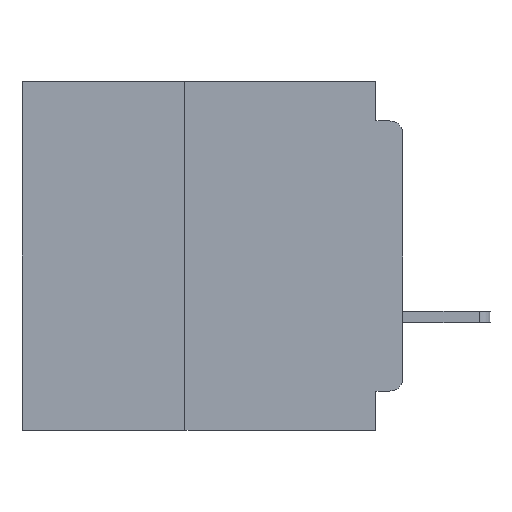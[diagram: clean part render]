
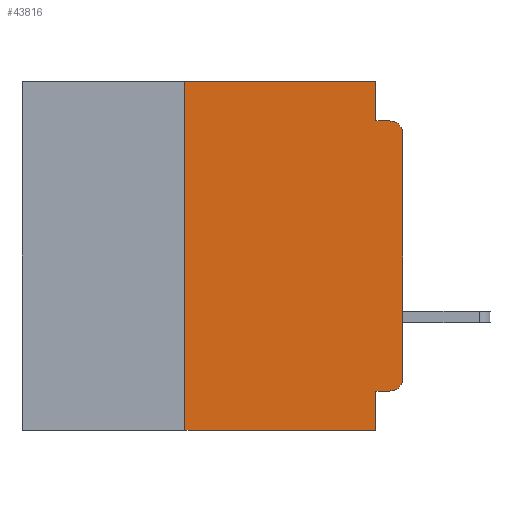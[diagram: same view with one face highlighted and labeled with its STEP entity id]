
A CAD part, left-side view. The second image highlights one B-rep face of the part: STEP entity #43816.
In plain terms, the highlighted planar face has unit normal (-1, 0, 0).
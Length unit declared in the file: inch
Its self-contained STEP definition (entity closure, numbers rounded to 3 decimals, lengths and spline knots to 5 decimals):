
#668 = CARTESIAN_POINT ( 'NONE',  ( 0., 0.031, -0.4 ) ) ;
#1782 = VECTOR ( 'NONE', #49758, 39.37008 ) ;
#3103 = ORIENTED_EDGE ( 'NONE', *, *, #30289, .T. ) ;
#3923 = CARTESIAN_POINT ( 'NONE',  ( 0., 0., -0.045 ) ) ;
#3992 = EDGE_CURVE ( 'NONE', #46569, #31027, #53678, .T. ) ;
#4063 = LINE ( 'NONE', #53147, #38662 ) ;
#4554 = VECTOR ( 'NONE', #18656, 39.37008 ) ;
#7135 = CARTESIAN_POINT ( 'NONE',  ( 0., 0.015, -0.34 ) ) ;
#8309 = CARTESIAN_POINT ( 'NONE',  ( 0., 0.015, -0.045 ) ) ;
#9364 = CARTESIAN_POINT ( 'NONE',  ( 0., 0.015, -0.355 ) ) ;
#9637 = ORIENTED_EDGE ( 'NONE', *, *, #55939, .F. ) ;
#10317 = ORIENTED_EDGE ( 'NONE', *, *, #3992, .F. ) ;
#10355 = CARTESIAN_POINT ( 'NONE',  ( 0., 0.437, 0. ) ) ;
#11706 = DIRECTION ( 'NONE',  ( 0., 0., -1. ) ) ;
#12064 = EDGE_CURVE ( 'NONE', #18950, #48987, #28115, .T. ) ;
#12076 = EDGE_CURVE ( 'NONE', #21959, #46569, #4063, .T. ) ;
#13026 = DIRECTION ( 'NONE',  ( 0., -1., 0. ) ) ;
#13762 = CARTESIAN_POINT ( 'NONE',  ( 0., 0.031, 0. ) ) ;
#14475 = LINE ( 'NONE', #23213, #57712 ) ;
#15409 = ORIENTED_EDGE ( 'NONE', *, *, #22654, .T. ) ;
#15458 = CARTESIAN_POINT ( 'NONE',  ( 0., 0., -0.34 ) ) ;
#16142 = VECTOR ( 'NONE', #13026, 39.37008 ) ;
#16277 = VECTOR ( 'NONE', #33173, 39.37008 ) ;
#16821 = ORIENTED_EDGE ( 'NONE', *, *, #12064, .F. ) ;
#17517 = EDGE_CURVE ( 'NONE', #21959, #56639, #45313, .T. ) ;
#18164 = DIRECTION ( 'NONE',  ( 0., 0., -1. ) ) ;
#18656 = DIRECTION ( 'NONE',  ( 0., 0., -1. ) ) ;
#18900 = EDGE_CURVE ( 'NONE', #43991, #18950, #20741, .T. ) ;
#18929 = CARTESIAN_POINT ( 'NONE',  ( 0., 0.031, 0. ) ) ;
#18950 = VERTEX_POINT ( 'NONE', #45576 ) ;
#18955 = ORIENTED_EDGE ( 'NONE', *, *, #49955, .T. ) ;
#19427 = CARTESIAN_POINT ( 'NONE',  ( 0., 0.437, -0.4 ) ) ;
#20741 = LINE ( 'NONE', #13762, #43158 ) ;
#21959 = VERTEX_POINT ( 'NONE', #9364 ) ;
#22172 = DIRECTION ( 'NONE',  ( 0., 1., 0. ) ) ;
#22654 = EDGE_CURVE ( 'NONE', #31317, #31027, #50581, .T. ) ;
#23039 = AXIS2_PLACEMENT_3D ( 'NONE', #53488, #44625, #31341 ) ;
#23213 = CARTESIAN_POINT ( 'NONE',  ( 0., 0.25, -0.4 ) ) ;
#23247 = AXIS2_PLACEMENT_3D ( 'NONE', #7135, #38699, #11706 ) ;
#23905 = LINE ( 'NONE', #10355, #34467 ) ;
#25441 = DIRECTION ( 'NONE',  ( -1., 0., 0. ) ) ;
#25842 = LINE ( 'NONE', #31871, #1782 ) ;
#27671 = ORIENTED_EDGE ( 'NONE', *, *, #18900, .F. ) ;
#28115 = LINE ( 'NONE', #3923, #16142 ) ;
#28552 = VERTEX_POINT ( 'NONE', #30670 ) ;
#29181 = VERTEX_POINT ( 'NONE', #50073 ) ;
#29978 = CARTESIAN_POINT ( 'NONE',  ( 0., 0.25, -0.4 ) ) ;
#30289 = EDGE_CURVE ( 'NONE', #56639, #29181, #25842, .T. ) ;
#30670 = CARTESIAN_POINT ( 'NONE',  ( 0., 0.25, 0. ) ) ;
#31027 = VERTEX_POINT ( 'NONE', #54634 ) ;
#31317 = VERTEX_POINT ( 'NONE', #29978 ) ;
#31341 = DIRECTION ( 'NONE',  ( 0., 0., -1. ) ) ;
#31839 = ORIENTED_EDGE ( 'NONE', *, *, #35264, .F. ) ;
#31871 = CARTESIAN_POINT ( 'NONE',  ( 0., 0., 0. ) ) ;
#32052 = DIRECTION ( 'NONE',  ( 0., 0., 1. ) ) ;
#32871 = DIRECTION ( 'NONE',  ( 0., -1., 0. ) ) ;
#33173 = DIRECTION ( 'NONE',  ( 0., -1., 0. ) ) ;
#34467 = VECTOR ( 'NONE', #32871, 39.37008 ) ;
#35264 = EDGE_CURVE ( 'NONE', #31317, #28552, #14475, .T. ) ;
#38662 = VECTOR ( 'NONE', #22172, 39.37008 ) ;
#38699 = DIRECTION ( 'NONE',  ( -1., 0., 0. ) ) ;
#39956 = ORIENTED_EDGE ( 'NONE', *, *, #12076, .F. ) ;
#41674 = CIRCLE ( 'NONE', #55302, 0.015 ) ;
#43158 = VECTOR ( 'NONE', #18164, 39.37008 ) ;
#43378 = EDGE_LOOP ( 'NONE', ( #3103, #18955, #16821, #27671, #9637, #31839, #15409, #10317, #39956, #51916 ) ) ;
#43816 = ADVANCED_FACE ( 'NONE', ( #56164 ), #57821, .F. ) ;
#43991 = VERTEX_POINT ( 'NONE', #18929 ) ;
#44625 = DIRECTION ( 'NONE',  ( 1., 0., 0. ) ) ;
#45313 = CIRCLE ( 'NONE', #23247, 0.015 ) ;
#45576 = CARTESIAN_POINT ( 'NONE',  ( 0., 0.031, -0.045 ) ) ;
#46569 = VERTEX_POINT ( 'NONE', #49417 ) ;
#48987 = VERTEX_POINT ( 'NONE', #8309 ) ;
#49417 = CARTESIAN_POINT ( 'NONE',  ( 0., 0.031, -0.355 ) ) ;
#49758 = DIRECTION ( 'NONE',  ( 0., 0., 1. ) ) ;
#49955 = EDGE_CURVE ( 'NONE', #29181, #48987, #41674, .T. ) ;
#50073 = CARTESIAN_POINT ( 'NONE',  ( 0., 0., -0.06 ) ) ;
#50581 = LINE ( 'NONE', #19427, #16277 ) ;
#51916 = ORIENTED_EDGE ( 'NONE', *, *, #17517, .T. ) ;
#52123 = CARTESIAN_POINT ( 'NONE',  ( 0., 0.015, -0.06 ) ) ;
#53147 = CARTESIAN_POINT ( 'NONE',  ( 0., 0., -0.355 ) ) ;
#53488 = CARTESIAN_POINT ( 'NONE',  ( 0., 0.437, 0. ) ) ;
#53678 = LINE ( 'NONE', #668, #4554 ) ;
#54634 = CARTESIAN_POINT ( 'NONE',  ( 0., 0.031, -0.4 ) ) ;
#55302 = AXIS2_PLACEMENT_3D ( 'NONE', #52123, #25441, #56479 ) ;
#55939 = EDGE_CURVE ( 'NONE', #28552, #43991, #23905, .T. ) ;
#56164 = FACE_OUTER_BOUND ( 'NONE', #43378, .T. ) ;
#56479 = DIRECTION ( 'NONE',  ( 0., 0., -1. ) ) ;
#56639 = VERTEX_POINT ( 'NONE', #15458 ) ;
#57712 = VECTOR ( 'NONE', #32052, 39.37008 ) ;
#57821 = PLANE ( 'NONE',  #23039 ) ;
